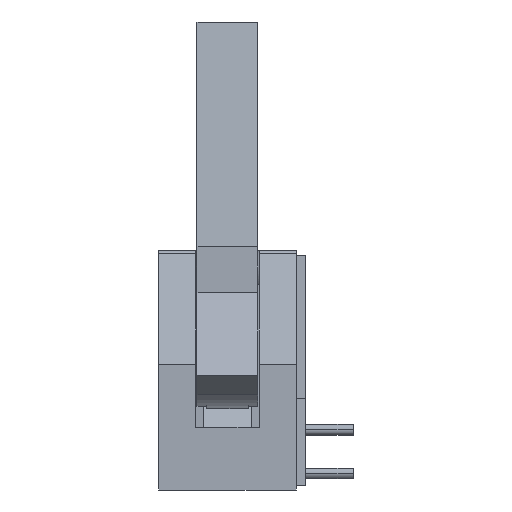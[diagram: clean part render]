
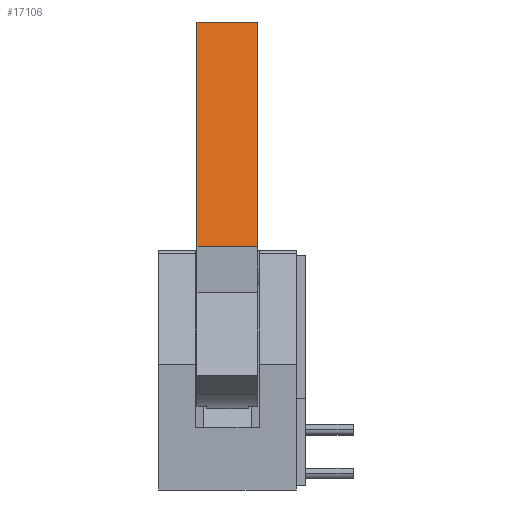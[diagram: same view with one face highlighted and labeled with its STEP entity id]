
A CAD part, left-side view. The second image highlights one B-rep face of the part: STEP entity #17106.
In plain terms, the highlighted planar face has unit normal (-0.986, 0, 0.165).
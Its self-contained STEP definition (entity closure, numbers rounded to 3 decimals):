
#75=DIRECTION('',(0.165,0.,0.986));
#76=VECTOR('',#75,13.26);
#77=CARTESIAN_POINT('',(-32.039,-1.778,6.876));
#78=LINE('',#77,#76);
#5692=DIRECTION('',(0.165,0.,0.986));
#5693=VECTOR('',#5692,13.26);
#5694=CARTESIAN_POINT('',(-32.039,1.778,6.876));
#5695=LINE('',#5694,#5693);
#5998=DIRECTION('',(0.,1.,0.));
#5999=VECTOR('',#5998,3.556);
#6000=CARTESIAN_POINT('',(-29.85,-1.778,19.954));
#6001=LINE('',#6000,#5999);
#6002=DIRECTION('',(0.,1.,0.));
#6003=VECTOR('',#6002,3.556);
#6004=CARTESIAN_POINT('',(-32.039,-1.778,6.876));
#6005=LINE('',#6004,#6003);
#7388=CARTESIAN_POINT('',(-32.039,-1.778,6.876));
#7389=CARTESIAN_POINT('',(-29.85,-1.778,19.954));
#7390=VERTEX_POINT('',#7388);
#7391=VERTEX_POINT('',#7389);
#7408=CARTESIAN_POINT('',(-32.039,1.778,6.876));
#7409=CARTESIAN_POINT('',(-29.85,1.778,19.954));
#7410=VERTEX_POINT('',#7408);
#7411=VERTEX_POINT('',#7409);
#17094=CARTESIAN_POINT('',(-32.039,-1.778,6.876));
#17095=DIRECTION('',(-0.986,0.,0.165));
#17096=DIRECTION('',(0.165,0.,0.986));
#17097=AXIS2_PLACEMENT_3D('',#17094,#17095,#17096);
#17098=PLANE('',#17097);
#17099=ORIENTED_EDGE('',*,*,#8244,.F.);
#17101=ORIENTED_EDGE('',*,*,#17100,.T.);
#17102=ORIENTED_EDGE('',*,*,#16571,.T.);
#17103=ORIENTED_EDGE('',*,*,#17087,.F.);
#17104=EDGE_LOOP('',(#17099,#17101,#17102,#17103));
#17105=FACE_OUTER_BOUND('',#17104,.F.);
#8244=EDGE_CURVE('',#7390,#7391,#78,.T.);
#16571=EDGE_CURVE('',#7410,#7411,#5695,.T.);
#17087=EDGE_CURVE('',#7391,#7411,#6001,.T.);
#17100=EDGE_CURVE('',#7390,#7410,#6005,.T.);
#17106=ADVANCED_FACE('',(#17105),#17098,.T.);
